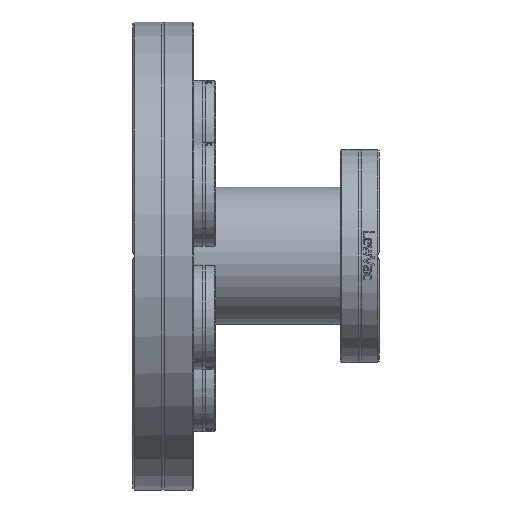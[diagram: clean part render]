
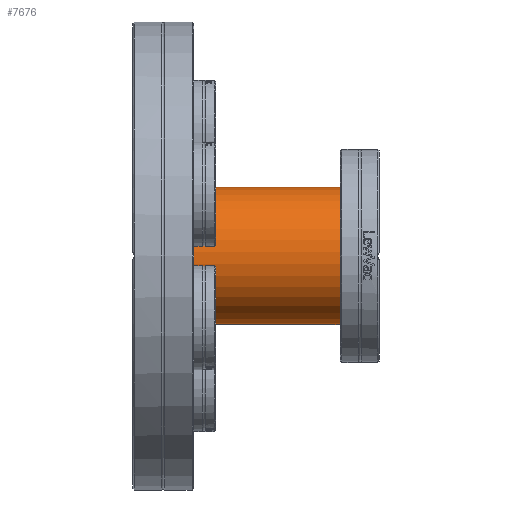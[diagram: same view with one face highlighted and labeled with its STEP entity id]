
A CAD part, left-side view. The second image highlights one B-rep face of the part: STEP entity #7676.
In plain terms, the highlighted cylindrical face has radius 22.25 mm (diameter 44.5 mm), a full revolution.
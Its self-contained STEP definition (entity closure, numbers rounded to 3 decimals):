
#1180=FACE_OUTER_BOUND('',#1685,.T.);
#1685=EDGE_LOOP('',(#6584,#6585,#6586,#6587));
#2139=LINE('',#26650,#2578);
#2578=VECTOR('',#9844,22.25);
#2956=CIRCLE('',#8382,22.25);
#2957=CIRCLE('',#8383,22.25);
#3588=VERTEX_POINT('',#26647);
#3589=VERTEX_POINT('',#26649);
#4627=EDGE_CURVE('',#3588,#3588,#2956,.T.);
#4628=EDGE_CURVE('',#3588,#3589,#2139,.T.);
#4629=EDGE_CURVE('',#3589,#3589,#2957,.T.);
#6584=ORIENTED_EDGE('',*,*,#4627,.F.);
#6585=ORIENTED_EDGE('',*,*,#4628,.T.);
#6586=ORIENTED_EDGE('',*,*,#4629,.F.);
#6587=ORIENTED_EDGE('',*,*,#4628,.F.);
#7360=CYLINDRICAL_SURFACE('',#8381,22.25);
#7676=ADVANCED_FACE('',(#1180),#7360,.T.);
#8381=AXIS2_PLACEMENT_3D('',#26646,#9840,#9841);
#8382=AXIS2_PLACEMENT_3D('',#26648,#9842,#9843);
#8383=AXIS2_PLACEMENT_3D('',#26651,#9845,#9846);
#9840=DIRECTION('center_axis',(0.,0.,1.));
#9841=DIRECTION('ref_axis',(-1.,0.,0.));
#9842=DIRECTION('center_axis',(0.,0.,1.));
#9843=DIRECTION('ref_axis',(-1.,0.,0.));
#9844=DIRECTION('',(0.,0.,-1.));
#9845=DIRECTION('center_axis',(0.,0.,-1.));
#9846=DIRECTION('ref_axis',(-1.,0.,0.));
#26646=CARTESIAN_POINT('Origin',(0.,0.,0.));
#26647=CARTESIAN_POINT('',(22.25,0.,73.53));
#26648=CARTESIAN_POINT('Origin',(0.,0.,73.53));
#26649=CARTESIAN_POINT('',(22.25,0.,0.));
#26650=CARTESIAN_POINT('',(22.25,0.,0.));
#26651=CARTESIAN_POINT('Origin',(0.,0.,0.));
